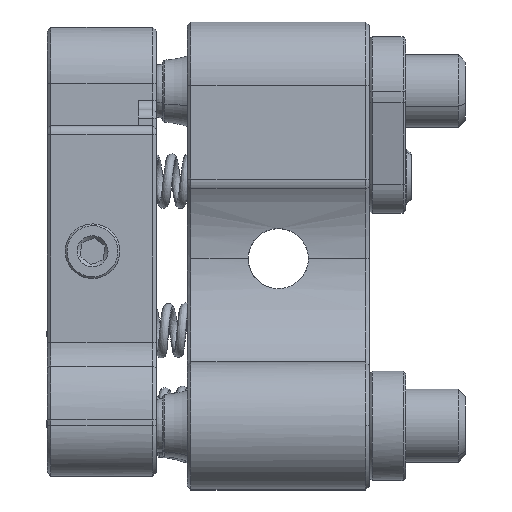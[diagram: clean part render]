
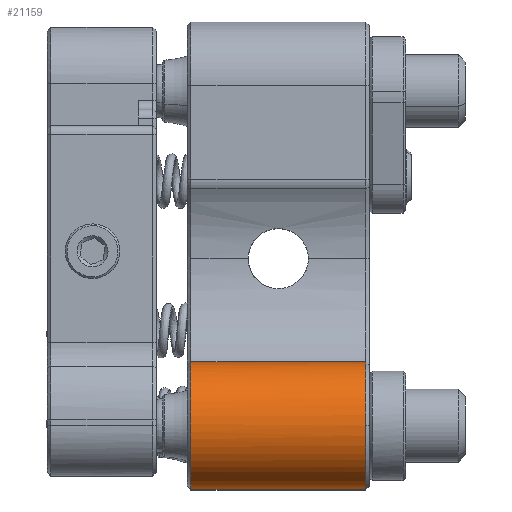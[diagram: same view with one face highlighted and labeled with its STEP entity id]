
A CAD part, top view. The second image highlights one B-rep face of the part: STEP entity #21159.
In plain terms, the highlighted cylindrical face has radius 3.5 mm (diameter 7 mm), a partial arc.
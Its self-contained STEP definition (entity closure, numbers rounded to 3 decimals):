
#1676 = DIRECTION ( 'NONE',  ( 1., 0., 0. ) ) ;
#2010 = B_SPLINE_CURVE_WITH_KNOTS ( 'NONE', 3,
 ( #21034, #22924, #3871, #6080, #25616, #13614, #6690, #13457, #16276, #30048, #20875, #6389, #20713, #18502, #23240, #23397, #30506, #15670 ),
 .UNSPECIFIED., .F., .F.,
 ( 4, 2, 2, 2, 2, 2, 2, 2, 4 ),
 ( 0., 0.125, 0.25, 0.375, 0.5, 0.625, 0.75, 0.875, 1. ),
 .UNSPECIFIED. ) ;
#3335 = CARTESIAN_POINT ( 'NONE',  ( -0.469, -9.2, 13. ) ) ;
#3640 = CARTESIAN_POINT ( 'NONE',  ( -0.469, -12.609, 10.416 ) ) ;
#3871 = CARTESIAN_POINT ( 'NONE',  ( -10.069, -5.791, 10.416 ) ) ;
#3946 = CARTESIAN_POINT ( 'NONE',  ( -0.469, -11.351, 12.299 ) ) ;
#4021 = FACE_OUTER_BOUND ( 'NONE', #12785, .T. ) ;
#4445 = EDGE_CURVE ( 'NONE', #14275, #26322, #2010, .T. ) ;
#4467 = CARTESIAN_POINT ( 'NONE',  ( -0.469, -7.437, 12.558 ) ) ;
#5721 = CARTESIAN_POINT ( 'NONE',  ( -0.469, -12.7, 9.5 ) ) ;
#6080 = CARTESIAN_POINT ( 'NONE',  ( -10.069, -6.142, 11.263 ) ) ;
#6155 = CARTESIAN_POINT ( 'NONE',  ( -0.469, -10.963, 12.558 ) ) ;
#6389 = CARTESIAN_POINT ( 'NONE',  ( -10.069, -10.963, 12.558 ) ) ;
#6690 = CARTESIAN_POINT ( 'NONE',  ( -10.069, -7.437, 12.558 ) ) ;
#6824 = VERTEX_POINT ( 'NONE', #18701 ) ;
#6945 = CARTESIAN_POINT ( 'NONE',  ( -0.469, -12.7, 9.5 ) ) ;
#7123 = CARTESIAN_POINT ( 'NONE',  ( -0.469, -5.791, 10.416 ) ) ;
#7783 = B_SPLINE_CURVE_WITH_KNOTS ( 'NONE', 3,
 ( #3335, #29970, #17951, #6155, #3946, #15284, #27602, #3640, #13380, #15743 ),
 .UNSPECIFIED., .F., .F.,
 ( 4, 2, 2, 2, 4 ),
 ( 0., 0.25, 0.5, 0.75, 1. ),
 .UNSPECIFIED. ) ;
#8365 = B_SPLINE_CURVE_WITH_KNOTS ( 'NONE', 3,
 ( #23531, #21313, #25745, #4467, #20855, #26048, #28419, #7123, #30483, #23682 ),
 .UNSPECIFIED., .F., .F.,
 ( 4, 2, 2, 2, 4 ),
 ( 0., 0.25, 0.5, 0.75, 1. ),
 .UNSPECIFIED. ) ;
#8590 = CARTESIAN_POINT ( 'NONE',  ( -0.469, -5.7, 9.5 ) ) ;
#9795 = VERTEX_POINT ( 'NONE', #5721 ) ;
#11669 = CARTESIAN_POINT ( 'NONE',  ( -3.669, -12.7, 9.5 ) ) ;
#12785 = EDGE_LOOP ( 'NONE', ( #24616, #30821, #28336, #22248, #28720 ) ) ;
#12931 = CARTESIAN_POINT ( 'NONE',  ( -3.669, -5.7, 9.5 ) ) ;
#13030 = EDGE_CURVE ( 'NONE', #26322, #9795, #29627, .T. ) ;
#13315 = AXIS2_PLACEMENT_3D ( 'NONE', #23235, #1676, #13453 ) ;
#13380 = CARTESIAN_POINT ( 'NONE',  ( -0.469, -12.7, 9.958 ) ) ;
#13453 = DIRECTION ( 'NONE',  ( 0., 0., -1. ) ) ;
#13457 = CARTESIAN_POINT ( 'NONE',  ( -10.069, -8.284, 12.909 ) ) ;
#13614 = CARTESIAN_POINT ( 'NONE',  ( -10.069, -7.049, 12.299 ) ) ;
#14275 = VERTEX_POINT ( 'NONE', #29637 ) ;
#15284 = CARTESIAN_POINT ( 'NONE',  ( -0.469, -11.999, 11.651 ) ) ;
#15606 = CARTESIAN_POINT ( 'NONE',  ( -10.069, -5.7, 9.5 ) ) ;
#15670 = CARTESIAN_POINT ( 'NONE',  ( -10.069, -12.7, 9.5 ) ) ;
#15743 = CARTESIAN_POINT ( 'NONE',  ( -0.469, -12.7, 9.5 ) ) ;
#16276 = CARTESIAN_POINT ( 'NONE',  ( -10.069, -8.742, 13. ) ) ;
#17102 = EDGE_CURVE ( 'NONE', #29600, #14275, #17221, .T. ) ;
#17221 = B_SPLINE_CURVE_WITH_KNOTS ( 'NONE', 3,
 ( #30127, #12931, #18109, #15606 ),
 .UNSPECIFIED., .F., .F.,
 ( 4, 4 ),
 ( 0., 1. ),
 .UNSPECIFIED. ) ;
#17951 = CARTESIAN_POINT ( 'NONE',  ( -0.469, -10.116, 12.909 ) ) ;
#18109 = CARTESIAN_POINT ( 'NONE',  ( -6.869, -5.7, 9.5 ) ) ;
#18264 = CARTESIAN_POINT ( 'NONE',  ( -10.069, -12.7, 9.5 ) ) ;
#18502 = CARTESIAN_POINT ( 'NONE',  ( -10.069, -11.999, 11.651 ) ) ;
#18599 = CARTESIAN_POINT ( 'NONE',  ( -6.869, -12.7, 9.5 ) ) ;
#18701 = CARTESIAN_POINT ( 'NONE',  ( -0.469, -9.2, 13. ) ) ;
#20713 = CARTESIAN_POINT ( 'NONE',  ( -10.069, -11.351, 12.299 ) ) ;
#20855 = CARTESIAN_POINT ( 'NONE',  ( -0.469, -7.049, 12.299 ) ) ;
#20875 = CARTESIAN_POINT ( 'NONE',  ( -10.069, -10.116, 12.909 ) ) ;
#21034 = CARTESIAN_POINT ( 'NONE',  ( -10.069, -5.7, 9.5 ) ) ;
#21159 = ADVANCED_FACE ( 'NONE', ( #4021 ), #30188, .T. ) ;
#21313 = CARTESIAN_POINT ( 'NONE',  ( -0.469, -8.742, 13. ) ) ;
#22248 = ORIENTED_EDGE ( 'NONE', *, *, #4445, .T. ) ;
#22924 = CARTESIAN_POINT ( 'NONE',  ( -10.069, -5.7, 9.958 ) ) ;
#23185 = CARTESIAN_POINT ( 'NONE',  ( -10.069, -12.7, 9.5 ) ) ;
#23235 = CARTESIAN_POINT ( 'NONE',  ( -10.269, -9.2, 9.5 ) ) ;
#23240 = CARTESIAN_POINT ( 'NONE',  ( -10.069, -12.258, 11.263 ) ) ;
#23397 = CARTESIAN_POINT ( 'NONE',  ( -10.069, -12.609, 10.416 ) ) ;
#23531 = CARTESIAN_POINT ( 'NONE',  ( -0.469, -9.2, 13. ) ) ;
#23682 = CARTESIAN_POINT ( 'NONE',  ( -0.469, -5.7, 9.5 ) ) ;
#24616 = ORIENTED_EDGE ( 'NONE', *, *, #25259, .F. ) ;
#25259 = EDGE_CURVE ( 'NONE', #6824, #9795, #7783, .T. ) ;
#25616 = CARTESIAN_POINT ( 'NONE',  ( -10.069, -6.401, 11.651 ) ) ;
#25745 = CARTESIAN_POINT ( 'NONE',  ( -0.469, -8.284, 12.909 ) ) ;
#26048 = CARTESIAN_POINT ( 'NONE',  ( -0.469, -6.401, 11.651 ) ) ;
#26322 = VERTEX_POINT ( 'NONE', #18264 ) ;
#27602 = CARTESIAN_POINT ( 'NONE',  ( -0.469, -12.258, 11.263 ) ) ;
#28336 = ORIENTED_EDGE ( 'NONE', *, *, #17102, .T. ) ;
#28359 = EDGE_CURVE ( 'NONE', #6824, #29600, #8365, .T. ) ;
#28419 = CARTESIAN_POINT ( 'NONE',  ( -0.469, -6.142, 11.263 ) ) ;
#28720 = ORIENTED_EDGE ( 'NONE', *, *, #13030, .T. ) ;
#29600 = VERTEX_POINT ( 'NONE', #8590 ) ;
#29627 = B_SPLINE_CURVE_WITH_KNOTS ( 'NONE', 3,
 ( #23185, #18599, #11669, #6945 ),
 .UNSPECIFIED., .F., .F.,
 ( 4, 4 ),
 ( 0., 1. ),
 .UNSPECIFIED. ) ;
#29637 = CARTESIAN_POINT ( 'NONE',  ( -10.069, -5.7, 9.5 ) ) ;
#29970 = CARTESIAN_POINT ( 'NONE',  ( -0.469, -9.658, 13. ) ) ;
#30048 = CARTESIAN_POINT ( 'NONE',  ( -10.069, -9.658, 13. ) ) ;
#30127 = CARTESIAN_POINT ( 'NONE',  ( -0.469, -5.7, 9.5 ) ) ;
#30188 = CYLINDRICAL_SURFACE ( 'NONE', #13315, 3.5 ) ;
#30483 = CARTESIAN_POINT ( 'NONE',  ( -0.469, -5.7, 9.958 ) ) ;
#30506 = CARTESIAN_POINT ( 'NONE',  ( -10.069, -12.7, 9.958 ) ) ;
#30821 = ORIENTED_EDGE ( 'NONE', *, *, #28359, .T. ) ;
